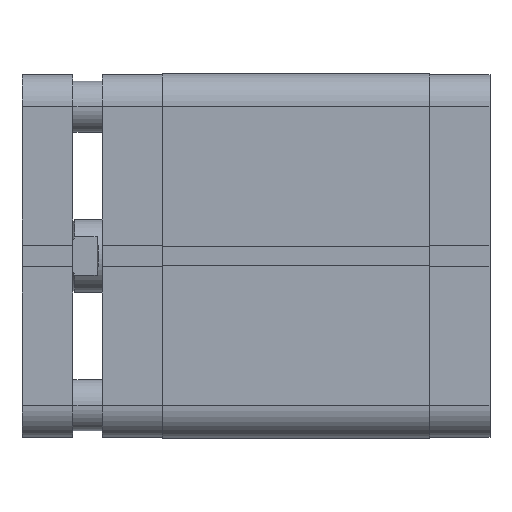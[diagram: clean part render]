
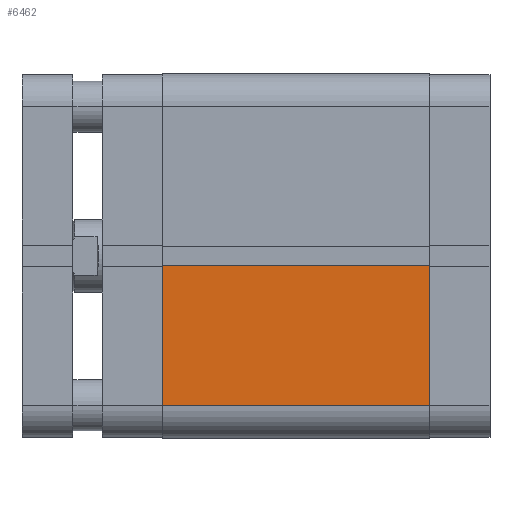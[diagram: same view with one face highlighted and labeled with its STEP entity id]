
A CAD part, front view. The second image highlights one B-rep face of the part: STEP entity #6462.
In plain terms, the highlighted face is planar.
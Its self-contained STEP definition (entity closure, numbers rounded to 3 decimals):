
#256 = EDGE_LOOP ( 'NONE', ( #7878, #7877, #7876, #7875 ) ) ;
#938 = VERTEX_POINT ( 'NONE', #1241 ) ;
#959 = VERTEX_POINT ( 'NONE', #1262 ) ;
#960 = VERTEX_POINT ( 'NONE', #1263 ) ;
#1000 = VERTEX_POINT ( 'NONE', #1303 ) ;
#1241 = CARTESIAN_POINT ( 'NONE',  ( 50., -2.6, 0. ) ) ;
#1262 = CARTESIAN_POINT ( 'NONE',  ( 50., -41., 73.5 ) ) ;
#1263 = CARTESIAN_POINT ( 'NONE',  ( 50., -41., 0. ) ) ;
#1303 = CARTESIAN_POINT ( 'NONE',  ( 50., -2.6, 73.5 ) ) ;
#1833 = CARTESIAN_POINT ( 'NONE',  ( 50., -2.6, 73.5 ) ) ;
#1834 = PLANE ( 'NONE',  #2562 ) ;
#1836 = DIRECTION ( 'NONE',  ( -1., 0., 0. ) ) ;
#1837 = DIRECTION ( 'NONE',  ( 0., -1., 0. ) ) ;
#2562 = AXIS2_PLACEMENT_3D ( 'NONE', #1833, #1836, #1837 ) ;
#3126 = FACE_OUTER_BOUND ( 'NONE', #256, .T. ) ;
#3518 = VECTOR ( 'NONE', #4093, 1000. ) ;
#3521 = LINE ( 'NONE', #4087, #3518 ) ;
#3583 = LINE ( 'NONE', #4221, #3592 ) ;
#3592 = VECTOR ( 'NONE', #4222, 1000. ) ;
#4087 = CARTESIAN_POINT ( 'NONE',  ( 50., -2.6, 0. ) ) ;
#4093 = DIRECTION ( 'NONE',  ( 0., 1., 0. ) ) ;
#4221 = CARTESIAN_POINT ( 'NONE',  ( 50., -2.6, 73.5 ) ) ;
#4222 = DIRECTION ( 'NONE',  ( 0., 1., 0. ) ) ;
#5692 = LINE ( 'NONE', #6217, #5693 ) ;
#5693 = VECTOR ( 'NONE', #6218, 1000. ) ;
#5694 = LINE ( 'NONE', #6219, #5695 ) ;
#5695 = VECTOR ( 'NONE', #6220, 1000. ) ;
#6217 = CARTESIAN_POINT ( 'NONE',  ( 50., -2.6, 73.5 ) ) ;
#6218 = DIRECTION ( 'NONE',  ( 0., 0., -1. ) ) ;
#6219 = CARTESIAN_POINT ( 'NONE',  ( 50., -41., 73.5 ) ) ;
#6220 = DIRECTION ( 'NONE',  ( 0., 0., -1. ) ) ;
#6462 = ADVANCED_FACE ( 'NONE', ( #3126 ), #1834, .F. ) ;
#7875 = ORIENTED_EDGE ( 'NONE', *, *, #8576, .T. ) ;
#7876 = ORIENTED_EDGE ( 'NONE', *, *, #8013, .F. ) ;
#7877 = ORIENTED_EDGE ( 'NONE', *, *, #8575, .F. ) ;
#7878 = ORIENTED_EDGE ( 'NONE', *, *, #7959, .T. ) ;
#7959 = EDGE_CURVE ( 'NONE', #960, #938, #3521, .T. ) ;
#8013 = EDGE_CURVE ( 'NONE', #959, #1000, #3583, .T. ) ;
#8575 = EDGE_CURVE ( 'NONE', #1000, #938, #5692, .T. ) ;
#8576 = EDGE_CURVE ( 'NONE', #959, #960, #5694, .T. ) ;
